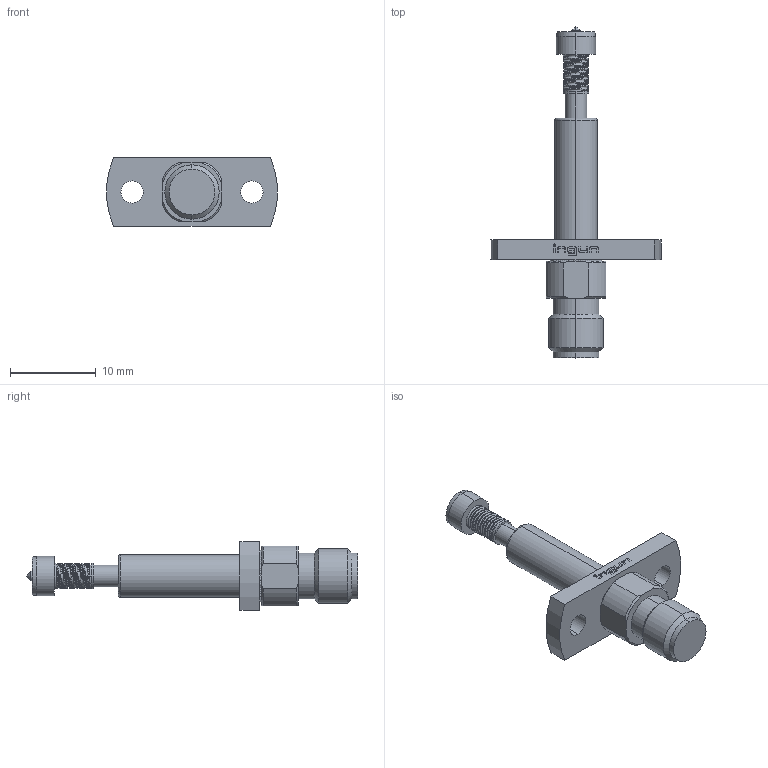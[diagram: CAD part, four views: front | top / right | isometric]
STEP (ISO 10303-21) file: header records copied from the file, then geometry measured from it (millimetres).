
FILE_DESCRIPTION (( 'STEP AP203' ), '1' );
FILE_NAME ('INGUN_HFS-856_308_110_A_xx42_E1F-H.STEP', '2022-05-05T09:30:03', ( 'ochi' ), ( '' ), 'SwSTEP 2.0', 'SolidWorks 2018', '' );
FILE_SCHEMA (( 'CONFIG_CONTROL_DESIGN' ));
Length unit declared in the file: millimetre
Products named in the file (1): INGUN_HFS-856_308_110_A_xx42_E1F-H
Bounding box: 19.93 x 38.8 x 8 mm (x, y, z)
Volume: 1077 mm3; surface area: 1138 mm2
Topology: 1 solids, 1 shells, 349 faces, 972 edges, 641 vertices
Faces by surface type: plane 198, cylinder 121, cone 20, torus 8, bspline 2
Entity records: 13351 total; most frequent: CARTESIAN_POINT 4090, ORIENTED_EDGE 1940, DIRECTION 1924, EDGE_CURVE 970, LINE 662, VECTOR 662, VERTEX_POINT 641, AXIS2_PLACEMENT_3D 631
